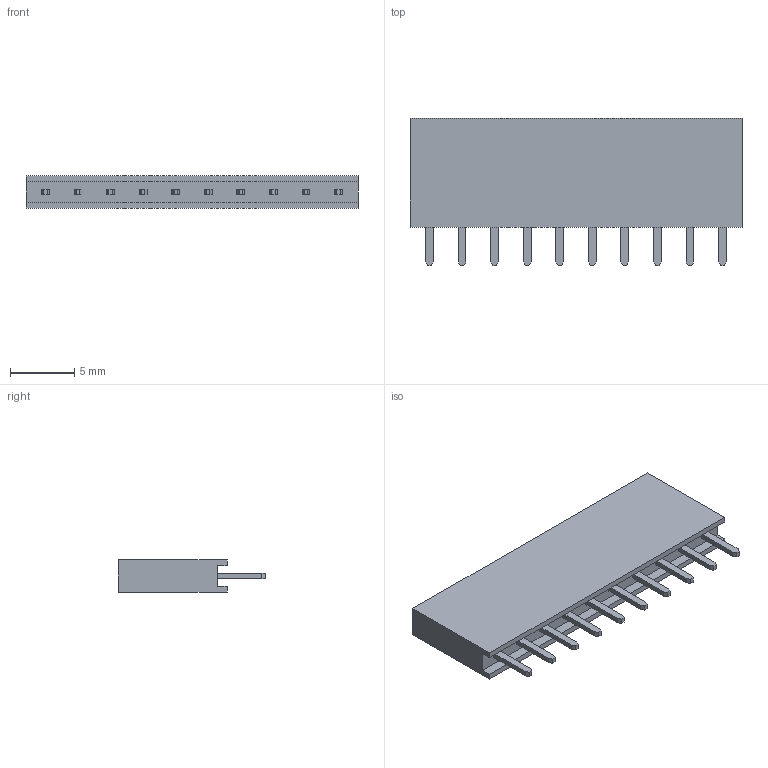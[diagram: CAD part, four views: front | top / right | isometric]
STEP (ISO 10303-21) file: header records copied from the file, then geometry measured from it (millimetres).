
FILE_DESCRIPTION (( 'STEP AP214' ), '1' );
FILE_NAME ('PBS-10-8.5.STEP', '2021-07-13T15:38:53', ( '' ), ( '' ), 'SwSTEP 2.0', 'SolidWorks 2020', '' );
FILE_SCHEMA (( 'AUTOMOTIVE_DESIGN' ));
Length unit declared in the file: millimetre
Products named in the file (1): PBS-10-8.5
Bounding box: 25.9 x 11.5 x 2.5 mm (x, y, z)
Volume: 497.1 mm3; surface area: 874 mm2
Topology: 1 solids, 1 shells, 170 faces, 404 edges, 256 vertices
Faces by surface type: plane 170
Entity records: 5629 total; most frequent: CARTESIAN_POINT 831, ORIENTED_EDGE 808, DIRECTION 746, EDGE_CURVE 404, LINE 404, VECTOR 404, VERTEX_POINT 256, EDGE_LOOP 190
